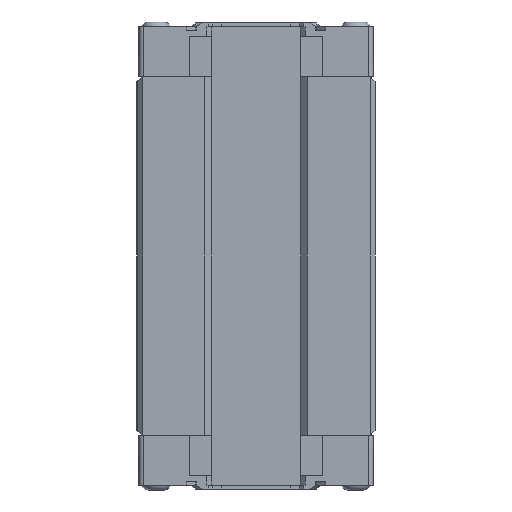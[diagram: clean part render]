
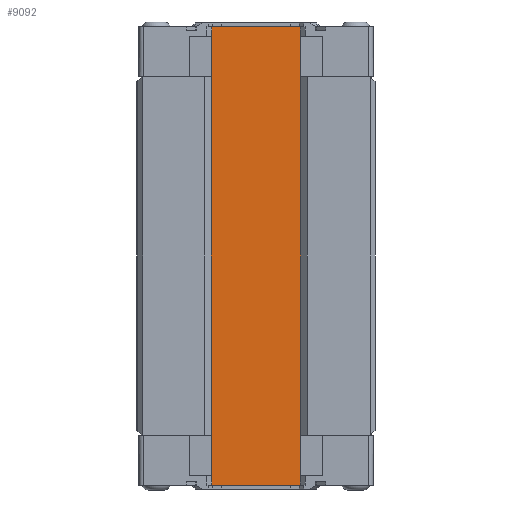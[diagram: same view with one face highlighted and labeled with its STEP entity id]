
A CAD part, front view. The second image highlights one B-rep face of the part: STEP entity #9092.
In plain terms, the highlighted planar face has unit normal (0, -1, 0).
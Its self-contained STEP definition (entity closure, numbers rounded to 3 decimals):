
#482=PLANE('',#9923);
#1098=FACE_OUTER_BOUND('',#1612,.T.);
#1612=EDGE_LOOP('',(#8531,#8532,#8533,#8534));
#1967=LINE('',#13470,#2933);
#2118=LINE('',#13938,#3084);
#2579=LINE('',#15108,#3545);
#2580=LINE('',#15110,#3546);
#2933=VECTOR('',#10828,10.);
#3084=VECTOR('',#11249,10.);
#3545=VECTOR('',#12482,10.);
#3546=VECTOR('',#12485,10.);
#4212=VERTEX_POINT('',#13467);
#4213=VERTEX_POINT('',#13469);
#4394=VERTEX_POINT('',#13935);
#4395=VERTEX_POINT('',#13937);
#5187=EDGE_CURVE('',#4212,#4213,#1967,.T.);
#5421=EDGE_CURVE('',#4394,#4395,#2118,.T.);
#5997=EDGE_CURVE('',#4212,#4395,#2579,.T.);
#5998=EDGE_CURVE('',#4213,#4394,#2580,.T.);
#8531=ORIENTED_EDGE('',*,*,#5997,.T.);
#8532=ORIENTED_EDGE('',*,*,#5421,.F.);
#8533=ORIENTED_EDGE('',*,*,#5998,.F.);
#8534=ORIENTED_EDGE('',*,*,#5187,.F.);
#9092=ADVANCED_FACE('',(#1098),#482,.T.);
#9923=AXIS2_PLACEMENT_3D('',#15109,#12483,#12484);
#10828=DIRECTION('',(-1.,0.,0.));
#11249=DIRECTION('',(1.,0.,0.));
#12482=DIRECTION('',(0.,0.,1.));
#12483=DIRECTION('center_axis',(0.,-1.,0.));
#12484=DIRECTION('ref_axis',(1.,0.,0.));
#12485=DIRECTION('',(0.,0.,1.));
#13467=CARTESIAN_POINT('',(9.43,-6.35,-46.2));
#13469=CARTESIAN_POINT('',(-9.43,-6.35,-46.2));
#13470=CARTESIAN_POINT('',(-9.43,-6.35,-46.2));
#13935=CARTESIAN_POINT('',(-9.43,-6.35,46.2));
#13937=CARTESIAN_POINT('',(9.43,-6.35,46.2));
#13938=CARTESIAN_POINT('',(-9.43,-6.35,46.2));
#15108=CARTESIAN_POINT('',(9.43,-6.35,0.));
#15109=CARTESIAN_POINT('Origin',(-9.43,-6.35,0.));
#15110=CARTESIAN_POINT('',(-9.43,-6.35,0.));
